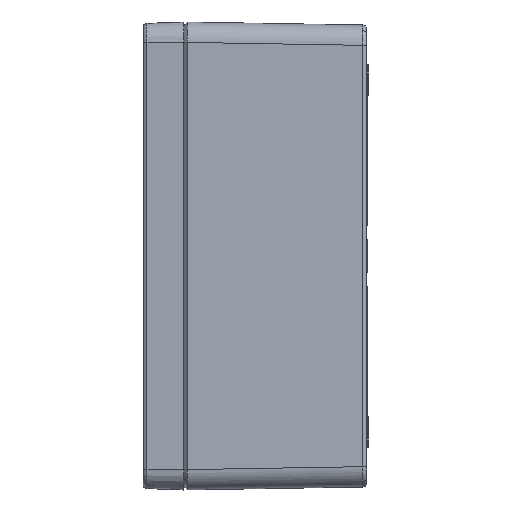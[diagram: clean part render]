
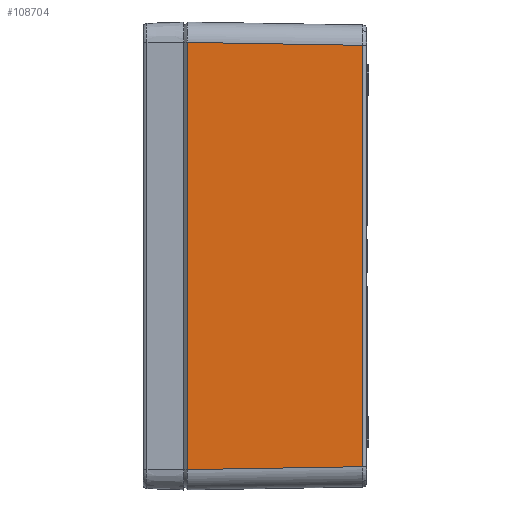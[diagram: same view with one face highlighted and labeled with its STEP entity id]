
A CAD part, left-side view. The second image highlights one B-rep face of the part: STEP entity #108704.
In plain terms, the highlighted planar face has unit normal (-1, -0.017, 0).
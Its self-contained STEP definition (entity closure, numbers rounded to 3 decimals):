
#82550 = CARTESIAN_POINT ( 'NONE',  ( -138.534, -88.033, 103.535 ) ) ;
#90568 = CARTESIAN_POINT ( 'NONE',  ( -139.97, -1.788, 104.972 ) ) ;
#90569 = DIRECTION ( 'NONE',  ( -0.017, 1., 0.017 ) ) ;
#90570 = VECTOR ( 'NONE', #90569, 1000. ) ;
#90571 = CARTESIAN_POINT ( 'NONE',  ( -139.939, -3.661, 104.94 ) ) ;
#90572 = LINE ( 'NONE', #90571, #90570 ) ;
#90627 = DIRECTION ( 'NONE',  ( 0., 0., -1. ) ) ;
#90628 = VECTOR ( 'NONE', #90627, 1000. ) ;
#90629 = CARTESIAN_POINT ( 'NONE',  ( -139.97, -1.788, -115. ) ) ;
#90630 = LINE ( 'NONE', #90629, #90628 ) ;
#90643 = DIRECTION ( 'NONE',  ( 0., 0., 1. ) ) ;
#90644 = VECTOR ( 'NONE', #90643, 1000. ) ;
#90645 = CARTESIAN_POINT ( 'NONE',  ( -138.534, -88.033, 103.503 ) ) ;
#90646 = LINE ( 'NONE', #90645, #90644 ) ;
#90647 = CARTESIAN_POINT ( 'NONE',  ( -138.534, -88.033, -103.535 ) ) ;
#90648 = CARTESIAN_POINT ( 'NONE',  ( -139.97, -1.788, -104.972 ) ) ;
#90649 = DIRECTION ( 'NONE',  ( 0.017, -1., 0.017 ) ) ;
#90650 = VECTOR ( 'NONE', #90649, 1000. ) ;
#90651 = CARTESIAN_POINT ( 'NONE',  ( -140.003, 0.166, -105.004 ) ) ;
#90652 = DIRECTION ( 'NONE',  ( 0.017, -1., 0. ) ) ;
#90653 = DIRECTION ( 'NONE',  ( -1., -0.017, 0. ) ) ;
#90654 = CARTESIAN_POINT ( 'NONE',  ( -140., 0., -115. ) ) ;
#90655 = AXIS2_PLACEMENT_3D ( 'NONE', #90654, #90653, #90652 ) ;
#90656 = LINE ( 'NONE', #90651, #90650 ) ;
#90657 = PLANE ( 'NONE',  #90655 ) ;
#90662 = FACE_OUTER_BOUND ( 'NONE', #108705, .T. ) ;
#106494 = VERTEX_POINT ( 'NONE', #82550 ) ;
#108684 = EDGE_CURVE ( 'NONE', #106494, #108685, #90572, .T. ) ;
#108685 = VERTEX_POINT ( 'NONE', #90568 ) ;
#108686 = ORIENTED_EDGE ( 'NONE', *, *, #108687, .T. ) ;
#108687 = EDGE_CURVE ( 'NONE', #108685, #108708, #90630, .T. ) ;
#108704 = ADVANCED_FACE ( 'NONE', ( #90662 ), #90657, .T. ) ;
#108705 = EDGE_LOOP ( 'NONE', ( #108706, #108710, #108712, #108686 ) ) ;
#108706 = ORIENTED_EDGE ( 'NONE', *, *, #108707, .T. ) ;
#108707 = EDGE_CURVE ( 'NONE', #108708, #108709, #90656, .T. ) ;
#108708 = VERTEX_POINT ( 'NONE', #90648 ) ;
#108709 = VERTEX_POINT ( 'NONE', #90647 ) ;
#108710 = ORIENTED_EDGE ( 'NONE', *, *, #108711, .T. ) ;
#108711 = EDGE_CURVE ( 'NONE', #108709, #106494, #90646, .T. ) ;
#108712 = ORIENTED_EDGE ( 'NONE', *, *, #108684, .T. ) ;
